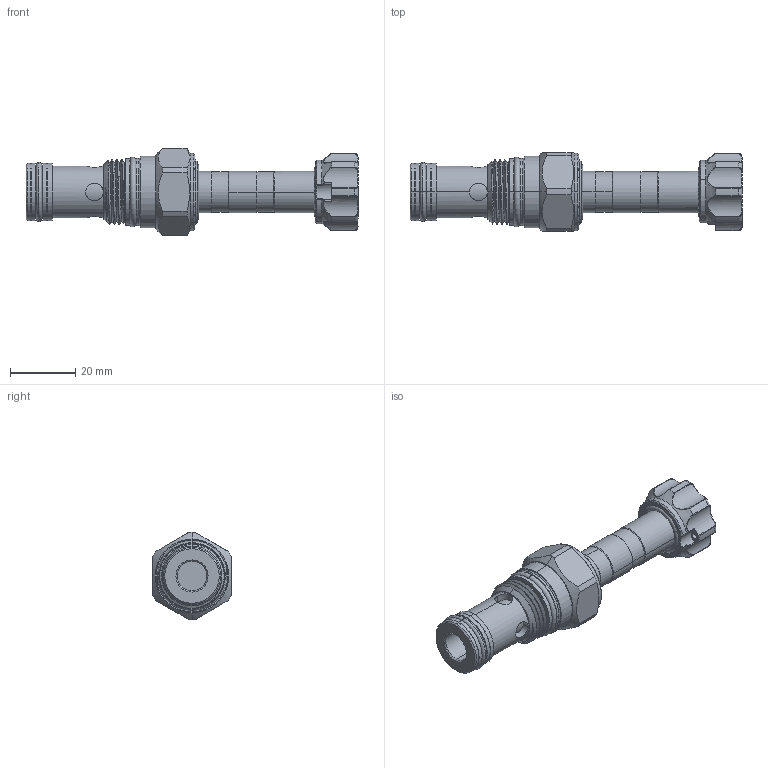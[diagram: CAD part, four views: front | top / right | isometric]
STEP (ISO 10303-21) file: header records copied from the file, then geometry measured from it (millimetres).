
FILE_DESCRIPTION (( 'STEP AP203' ), '1' );
FILE_NAME ('EP13A2A32N05P.STEP', '2020-04-08T00:54:14', ( '' ), ( '' ), 'SwSTEP 2.0', 'SolidWorks 2018', '' );
FILE_SCHEMA (( 'CONFIG_CONTROL_DESIGN' ));
Length unit declared in the file: millimetre
Products named in the file (1): EP13A2A32N05P
Bounding box: 101.4 x 24 x 26.7 mm (x, y, z)
Volume: 23931.8 mm3; surface area: 9565.4 mm2
Topology: 4 solids, 5 shells, 268 faces, 639 edges, 394 vertices
Faces by surface type: cylinder 125, bspline 38, torus 37, cone 35, plane 33
Entity records: 13649 total; most frequent: CARTESIAN_POINT 7642, ORIENTED_EDGE 1274, DIRECTION 1219, EDGE_CURVE 637, AXIS2_PLACEMENT_3D 527, VERTEX_POINT 394, CIRCLE 296, EDGE_LOOP 293
